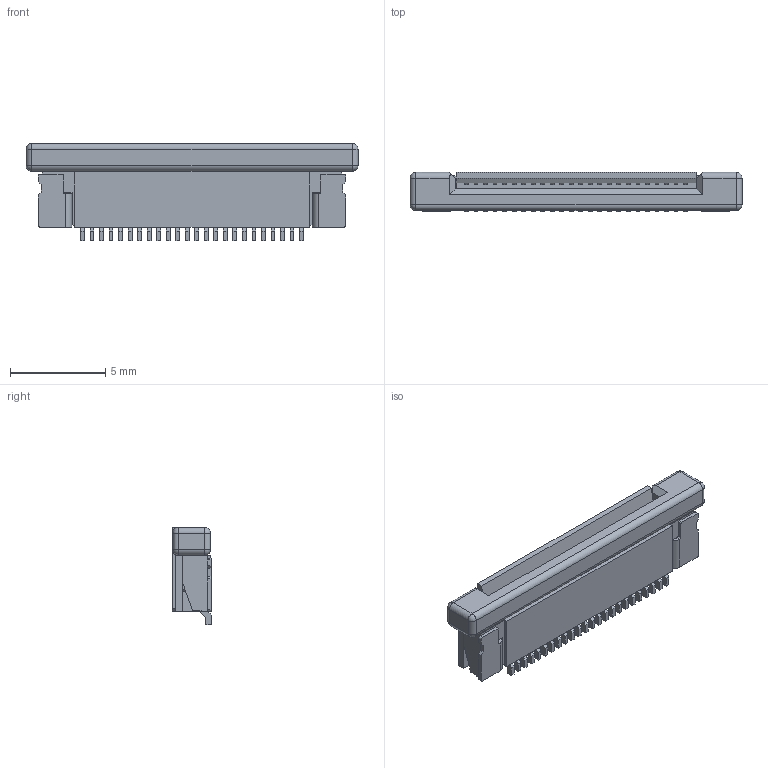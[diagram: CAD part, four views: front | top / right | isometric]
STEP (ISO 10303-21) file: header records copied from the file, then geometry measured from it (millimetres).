
FILE_DESCRIPTION(/* description */ (''),/* implementation_level */ '2;1');
FILE_NAME(/* name */ '2-1734839-4.step',/* time_stamp */ '2020-06-25T16:39:37+02:00',/* author */ (''),/* organization */ (''),/* preprocessor_version */ 'ST-DEVELOPER v18.1',/* originating_system */ 'Autodesk Translation Framework v9.3.0.1241',/* authorisation */ '');
FILE_SCHEMA (('AUTOMOTIVE_DESIGN { 1 0 10303 214 3 1 1 }'));
Length unit declared in the file: millimetre
Products named in the file (1): (Unsaved)
Bounding box: 17.43 x 2.05 x 5.11 mm (x, y, z)
Volume: 122.6 mm3; surface area: 385.9 mm2
Topology: 1 solids, 1 shells, 452 faces, 1252 edges, 816 vertices
Faces by surface type: plane 390, cylinder 54, sphere 8
Entity records: 14481 total; most frequent: CARTESIAN_POINT 2521, ORIENTED_EDGE 2504, DIRECTION 2268, EDGE_CURVE 1252, LINE 1142, VECTOR 1142, VERTEX_POINT 816, AXIS2_PLACEMENT_3D 563
